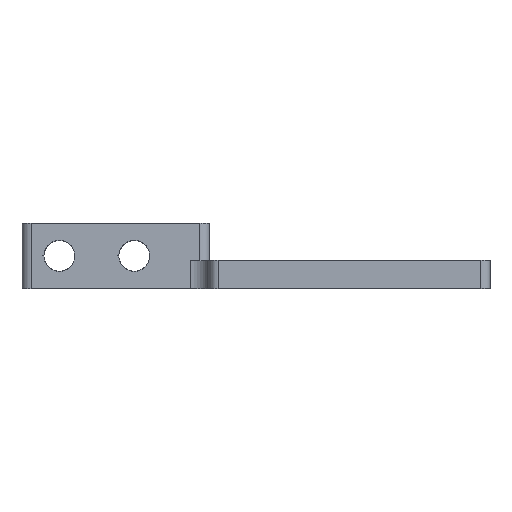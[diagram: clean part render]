
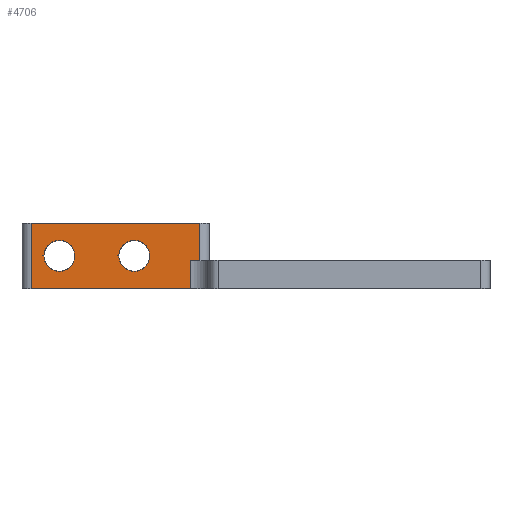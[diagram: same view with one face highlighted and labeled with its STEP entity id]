
A CAD part, top view. The second image highlights one B-rep face of the part: STEP entity #4706.
In plain terms, the highlighted planar face has unit normal (0, 0, 1).
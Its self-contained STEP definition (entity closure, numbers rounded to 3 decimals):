
#823 = ORIENTED_EDGE ( 'NONE', *, *, #10947, .T. ) ;
#1807 = CIRCLE ( 'NONE', #2490, 1.65 ) ;
#1809 = LINE ( 'NONE', #14590, #11762 ) ;
#1891 = EDGE_LOOP ( 'NONE', ( #17125, #13528, #19730, #823, #7468, #3490 ) ) ;
#2490 = AXIS2_PLACEMENT_3D ( 'NONE', #17814, #17708, #13112 ) ;
#2565 = DIRECTION ( 'NONE',  ( 0., 1., 0. ) ) ;
#2582 = ORIENTED_EDGE ( 'NONE', *, *, #14361, .F. ) ;
#2829 = ORIENTED_EDGE ( 'NONE', *, *, #9374, .F. ) ;
#2987 = AXIS2_PLACEMENT_3D ( 'NONE', #4451, #8946, #14145 ) ;
#3070 = DIRECTION ( 'NONE',  ( 1., 0., 0. ) ) ;
#3490 = ORIENTED_EDGE ( 'NONE', *, *, #18513, .T. ) ;
#3532 = EDGE_CURVE ( 'NONE', #14649, #7907, #20192, .T. ) ;
#3588 = VERTEX_POINT ( 'NONE', #12183 ) ;
#3757 = VERTEX_POINT ( 'NONE', #6632 ) ;
#4078 = VECTOR ( 'NONE', #14844, 1000. ) ;
#4357 = CARTESIAN_POINT ( 'NONE',  ( -9.65, 3.5, -10. ) ) ;
#4451 = CARTESIAN_POINT ( 'NONE',  ( -8., 3.5, -10. ) ) ;
#4624 = CARTESIAN_POINT ( 'NONE',  ( -1., 3., -10. ) ) ;
#4706 = ADVANCED_FACE ( 'NONE', ( #12581, #14292, #20801 ), #10783, .F. ) ;
#5054 = ORIENTED_EDGE ( 'NONE', *, *, #11084, .F. ) ;
#5069 = DIRECTION ( 'NONE',  ( 1., 0., 0. ) ) ;
#5476 = EDGE_CURVE ( 'NONE', #3757, #13441, #1809, .T. ) ;
#5749 = CARTESIAN_POINT ( 'NONE',  ( -2., 3., -10. ) ) ;
#5975 = AXIS2_PLACEMENT_3D ( 'NONE', #17601, #6184, #7575 ) ;
#6184 = DIRECTION ( 'NONE',  ( 0., 0., -1. ) ) ;
#6504 = VERTEX_POINT ( 'NONE', #20246 ) ;
#6632 = CARTESIAN_POINT ( 'NONE',  ( -19., 7., -10. ) ) ;
#7468 = ORIENTED_EDGE ( 'NONE', *, *, #19034, .T. ) ;
#7575 = DIRECTION ( 'NONE',  ( -1., 0., 0. ) ) ;
#7594 = DIRECTION ( 'NONE',  ( 1., 0., 0. ) ) ;
#7827 = CARTESIAN_POINT ( 'NONE',  ( -1., 7., -10. ) ) ;
#7907 = VERTEX_POINT ( 'NONE', #4624 ) ;
#8387 = CARTESIAN_POINT ( 'NONE',  ( -8., 3.5, -10. ) ) ;
#8454 = CIRCLE ( 'NONE', #20704, 1.65 ) ;
#8562 = VERTEX_POINT ( 'NONE', #14766 ) ;
#8946 = DIRECTION ( 'NONE',  ( 0., 0., 1. ) ) ;
#9098 = CARTESIAN_POINT ( 'NONE',  ( -17.65, 3.5, -10. ) ) ;
#9374 = EDGE_CURVE ( 'NONE', #3588, #17599, #15981, .T. ) ;
#10489 = CARTESIAN_POINT ( 'NONE',  ( 0., 3., -10. ) ) ;
#10783 = PLANE ( 'NONE',  #5975 ) ;
#10822 = VERTEX_POINT ( 'NONE', #9098 ) ;
#10947 = EDGE_CURVE ( 'NONE', #3757, #21028, #13239, .T. ) ;
#11084 = EDGE_CURVE ( 'NONE', #6504, #10822, #1807, .T. ) ;
#11351 = CARTESIAN_POINT ( 'NONE',  ( -16., 3.5, -10. ) ) ;
#11762 = VECTOR ( 'NONE', #14912, 1000. ) ;
#12088 = LINE ( 'NONE', #15997, #18343 ) ;
#12183 = CARTESIAN_POINT ( 'NONE',  ( -6.35, 3.5, -10. ) ) ;
#12581 = FACE_BOUND ( 'NONE', #16759, .T. ) ;
#12841 = DIRECTION ( 'NONE',  ( 0., 0., 1. ) ) ;
#13112 = DIRECTION ( 'NONE',  ( 1., 0., 0. ) ) ;
#13239 = LINE ( 'NONE', #19644, #4078 ) ;
#13441 = VERTEX_POINT ( 'NONE', #7827 ) ;
#13528 = ORIENTED_EDGE ( 'NONE', *, *, #16827, .T. ) ;
#13533 = LINE ( 'NONE', #5749, #16918 ) ;
#13774 = ORIENTED_EDGE ( 'NONE', *, *, #16437, .F. ) ;
#14145 = DIRECTION ( 'NONE',  ( 1., 0., 0. ) ) ;
#14292 = FACE_BOUND ( 'NONE', #19454, .T. ) ;
#14361 = EDGE_CURVE ( 'NONE', #17599, #3588, #18667, .T. ) ;
#14570 = CARTESIAN_POINT ( 'NONE',  ( -2., 3., -10. ) ) ;
#14590 = CARTESIAN_POINT ( 'NONE',  ( -20., 7., -10. ) ) ;
#14649 = VERTEX_POINT ( 'NONE', #14570 ) ;
#14766 = CARTESIAN_POINT ( 'NONE',  ( -2., 0., -10. ) ) ;
#14844 = DIRECTION ( 'NONE',  ( 0., -1., 0. ) ) ;
#14912 = DIRECTION ( 'NONE',  ( 1., 0., 0. ) ) ;
#15207 = VECTOR ( 'NONE', #5069, 1000. ) ;
#15299 = AXIS2_PLACEMENT_3D ( 'NONE', #8387, #17674, #3070 ) ;
#15518 = CARTESIAN_POINT ( 'NONE',  ( -19., 0., -10. ) ) ;
#15981 = CIRCLE ( 'NONE', #15299, 1.65 ) ;
#15997 = CARTESIAN_POINT ( 'NONE',  ( -1., 0., -10. ) ) ;
#16437 = EDGE_CURVE ( 'NONE', #10822, #6504, #8454, .T. ) ;
#16759 = EDGE_LOOP ( 'NONE', ( #13774, #5054 ) ) ;
#16827 = EDGE_CURVE ( 'NONE', #7907, #13441, #12088, .T. ) ;
#16918 = VECTOR ( 'NONE', #2565, 1000. ) ;
#17125 = ORIENTED_EDGE ( 'NONE', *, *, #3532, .T. ) ;
#17599 = VERTEX_POINT ( 'NONE', #4357 ) ;
#17601 = CARTESIAN_POINT ( 'NONE',  ( -20., 0., -10. ) ) ;
#17674 = DIRECTION ( 'NONE',  ( 0., 0., 1. ) ) ;
#17708 = DIRECTION ( 'NONE',  ( 0., 0., 1. ) ) ;
#17814 = CARTESIAN_POINT ( 'NONE',  ( -16., 3.5, -10. ) ) ;
#18343 = VECTOR ( 'NONE', #18606, 1000. ) ;
#18400 = LINE ( 'NONE', #19990, #15207 ) ;
#18513 = EDGE_CURVE ( 'NONE', #8562, #14649, #13533, .T. ) ;
#18606 = DIRECTION ( 'NONE',  ( 0., 1., 0. ) ) ;
#18667 = CIRCLE ( 'NONE', #2987, 1.65 ) ;
#19034 = EDGE_CURVE ( 'NONE', #21028, #8562, #18400, .T. ) ;
#19454 = EDGE_LOOP ( 'NONE', ( #2582, #2829 ) ) ;
#19644 = CARTESIAN_POINT ( 'NONE',  ( -19., 0., -10. ) ) ;
#19730 = ORIENTED_EDGE ( 'NONE', *, *, #5476, .F. ) ;
#19990 = CARTESIAN_POINT ( 'NONE',  ( -20., 0., -10. ) ) ;
#20192 = LINE ( 'NONE', #10489, #20574 ) ;
#20246 = CARTESIAN_POINT ( 'NONE',  ( -14.35, 3.5, -10. ) ) ;
#20574 = VECTOR ( 'NONE', #7594, 1000. ) ;
#20704 = AXIS2_PLACEMENT_3D ( 'NONE', #11351, #12841, #20956 ) ;
#20801 = FACE_OUTER_BOUND ( 'NONE', #1891, .T. ) ;
#20956 = DIRECTION ( 'NONE',  ( 1., 0., 0. ) ) ;
#21028 = VERTEX_POINT ( 'NONE', #15518 ) ;
